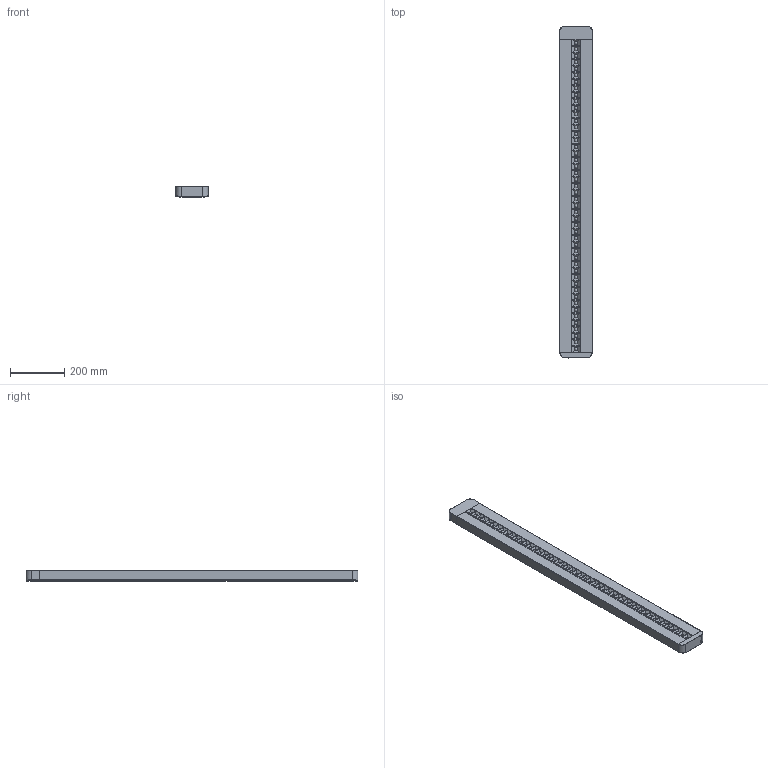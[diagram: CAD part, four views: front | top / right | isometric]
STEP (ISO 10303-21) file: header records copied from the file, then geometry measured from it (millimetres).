
FILE_DESCRIPTION (( 'STEP AP214' ), '1' );
FILE_NAME ('LN-INDV-1200.STEP', '2023-03-13T09:27:40', ( '' ), ( '' ), 'SwSTEP 2.0', 'SolidWorks 2020', '' );
FILE_SCHEMA (( 'AUTOMOTIVE_DESIGN' ));
Length unit declared in the file: millimetre
Products named in the file (1): LN-INDV-1200
Bounding box: 120.72 x 1228.69 x 40.24 mm (x, y, z)
Volume: 662543.4 mm3; surface area: 1022482.6 mm2
Topology: 5 solids, 5 shells, 695 faces, 2014 edges, 1237 vertices
Faces by surface type: plane 406, bspline 163, cylinder 72, sphere 48, torus 6
Entity records: 37257 total; most frequent: CARTESIAN_POINT 13900, ORIENTED_EDGE 3740, DIRECTION 2359, EDGE_CURVE 1870, VERTEX_POINT 1189, LINE 915, VECTOR 915, EDGE_LOOP 793
